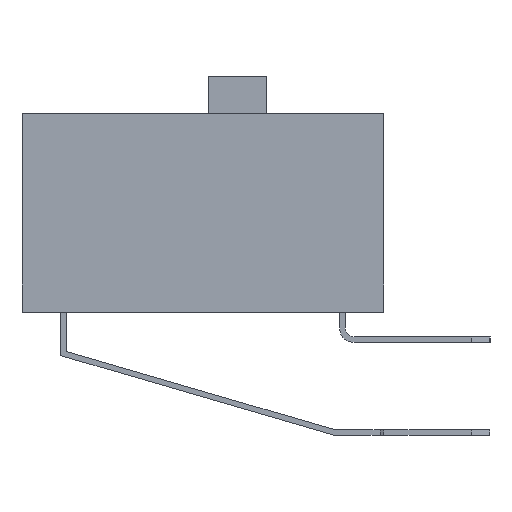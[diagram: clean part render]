
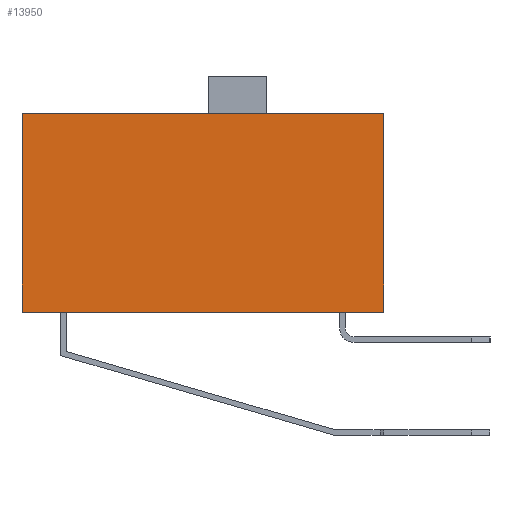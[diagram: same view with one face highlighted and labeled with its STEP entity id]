
A CAD part, left-side view. The second image highlights one B-rep face of the part: STEP entity #13950.
In plain terms, the highlighted planar face has unit normal (-1, 0, 0).
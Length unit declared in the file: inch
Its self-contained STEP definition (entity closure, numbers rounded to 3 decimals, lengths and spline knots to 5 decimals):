
#13911=CARTESIAN_POINT('',(-0.52677,-0.21437,0.1178));
#13912=DIRECTION('',(1.0,0.0,0.0));
#13913=DIRECTION('',(0.0,0.0,-1.0));
#13914=AXIS2_PLACEMENT_3D('',#13911,#13912,#13913);
#13915=PLANE('',#13914);
#13916=CARTESIAN_POINT('',(-0.52677,-0.19488,0.10709));
#13917=VERTEX_POINT('',#13916);
#13918=CARTESIAN_POINT('',(-0.52677,-0.19488,-0.10709));
#13919=VERTEX_POINT('',#13918);
#13920=CARTESIAN_POINT('',(-0.52677,-0.19488,0.10709));
#13921=DIRECTION('',(0.0,0.0,-1.0));
#13922=VECTOR('',#13921,0.21417);
#13923=LINE('',#13920,#13922);
#13924=EDGE_CURVE('',#13917,#13919,#13923,.T.);
#13925=ORIENTED_EDGE('',*,*,#13924,.F.);
#13926=CARTESIAN_POINT('',(-0.52677,0.19488,0.10709));
#13927=VERTEX_POINT('',#13926);
#13928=CARTESIAN_POINT('',(-0.52677,0.19488,0.10709));
#13929=DIRECTION('',(0.0,-1.0,0.0));
#13930=VECTOR('',#13929,0.38976);
#13931=LINE('',#13928,#13930);
#13932=EDGE_CURVE('',#13927,#13917,#13931,.T.);
#13933=ORIENTED_EDGE('',*,*,#13932,.F.);
#13934=CARTESIAN_POINT('',(-0.52677,0.19488,-0.10709));
#13935=VERTEX_POINT('',#13934);
#13936=CARTESIAN_POINT('',(-0.52677,0.19488,-0.10709));
#13937=DIRECTION('',(0.0,0.0,1.0));
#13938=VECTOR('',#13937,0.21417);
#13939=LINE('',#13936,#13938);
#13940=EDGE_CURVE('',#13935,#13927,#13939,.T.);
#13941=ORIENTED_EDGE('',*,*,#13940,.F.);
#13942=CARTESIAN_POINT('',(-0.52677,-0.19488,-0.10709));
#13943=DIRECTION('',(0.0,1.0,0.0));
#13944=VECTOR('',#13943,0.38976);
#13945=LINE('',#13942,#13944);
#13946=EDGE_CURVE('',#13919,#13935,#13945,.T.);
#13947=ORIENTED_EDGE('',*,*,#13946,.F.);
#13948=EDGE_LOOP('',(#13925,#13933,#13941,#13947));
#13949=FACE_OUTER_BOUND('',#13948,.T.);
#13950=ADVANCED_FACE('',(#13949),#13915,.F.);
